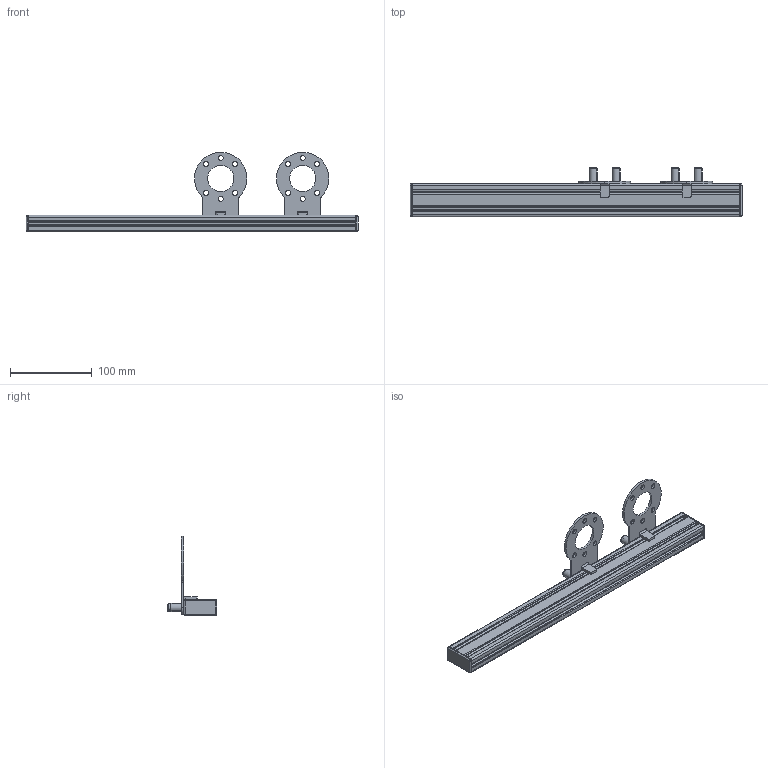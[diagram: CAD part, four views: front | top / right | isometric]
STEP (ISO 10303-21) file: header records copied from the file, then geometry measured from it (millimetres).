
FILE_DESCRIPTION (( 'STEP AP214' ), '1' );
FILE_NAME ('P1200-400.STEP', '2025-02-10T13:22:20', ( '' ), ( '' ), 'SwSTEP 2.0', 'SolidWorks 2024', '' );
FILE_SCHEMA (( 'AUTOMOTIVE_DESIGN' ));
Length unit declared in the file: millimetre
Products named in the file (1): P1200-400
Bounding box: 405 x 60.1 x 97 mm (x, y, z)
Volume: 167462.3 mm3; surface area: 154345.1 mm2
Topology: 21 solids, 21 shells, 560 faces, 1466 edges, 948 vertices
Faces by surface type: cylinder 314, plane 206, torus 16, cone 16, bspline 8
Entity records: 18641 total; most frequent: CARTESIAN_POINT 4239, DIRECTION 3056, ORIENTED_EDGE 2916, EDGE_CURVE 1458, AXIS2_PLACEMENT_3D 1157, VERTEX_POINT 948, VECTOR 742, LINE 742
